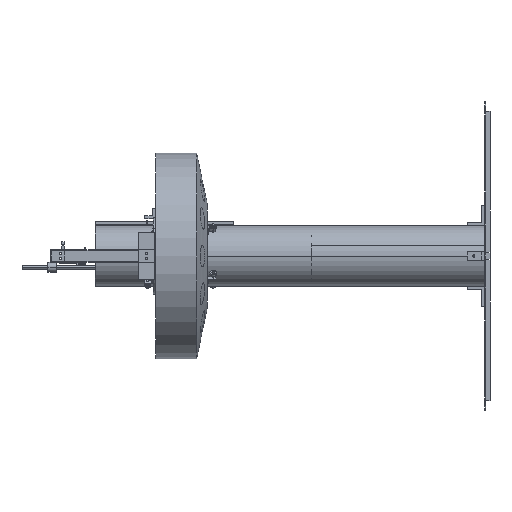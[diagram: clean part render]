
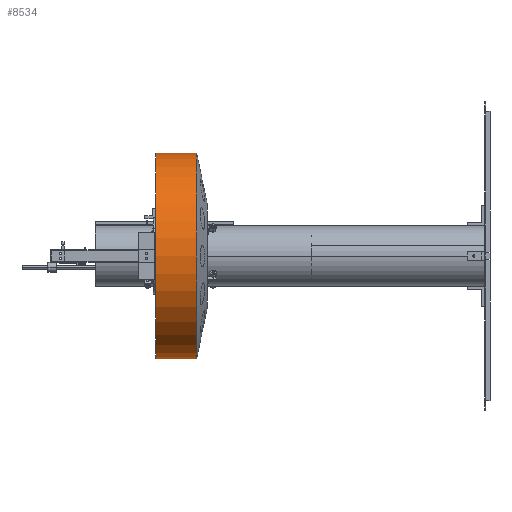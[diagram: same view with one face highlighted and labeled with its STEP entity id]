
A CAD part, left-side view. The second image highlights one B-rep face of the part: STEP entity #8534.
In plain terms, the highlighted cylindrical face has radius 303.03 mm (diameter 606.059 mm), a partial arc.
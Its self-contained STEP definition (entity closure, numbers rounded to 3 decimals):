
#101 = CARTESIAN_POINT ( 'NONE',  ( 0., 2678.338, -303.03 ) ) ;
#373 = ORIENTED_EDGE ( 'NONE', *, *, #26600, .T. ) ;
#534 = DIRECTION ( 'NONE',  ( 0., 0., 1. ) ) ;
#1777 = DIRECTION ( 'NONE',  ( 0., 0., 1. ) ) ;
#1789 = VERTEX_POINT ( 'NONE', #5179 ) ;
#3633 = CARTESIAN_POINT ( 'NONE',  ( 0., 2557.129, -303.03 ) ) ;
#4204 = DIRECTION ( 'NONE',  ( 0., 1., 0. ) ) ;
#4294 = DIRECTION ( 'NONE',  ( 0., 0., 1. ) ) ;
#4319 = ORIENTED_EDGE ( 'NONE', *, *, #10718, .F. ) ;
#4440 = LINE ( 'NONE', #5409, #8386 ) ;
#4785 = DIRECTION ( 'NONE',  ( 0., 1., 0. ) ) ;
#5179 = CARTESIAN_POINT ( 'NONE',  ( 0., 2678.338, 303.03 ) ) ;
#5409 = CARTESIAN_POINT ( 'NONE',  ( 0., 2520.788, -303.03 ) ) ;
#7246 = DIRECTION ( 'NONE',  ( 0., 1., 0. ) ) ;
#7601 = AXIS2_PLACEMENT_3D ( 'NONE', #20399, #24630, #1777 ) ;
#8386 = VECTOR ( 'NONE', #7246, 1000. ) ;
#8534 = ADVANCED_FACE ( 'NONE', ( #10446 ), #16786, .T. ) ;
#9934 = DIRECTION ( 'NONE',  ( 0., 1., 0. ) ) ;
#10300 = CIRCLE ( 'NONE', #7601, 303.03 ) ;
#10446 = FACE_OUTER_BOUND ( 'NONE', #25443, .T. ) ;
#10701 = LINE ( 'NONE', #20349, #12370 ) ;
#10718 = EDGE_CURVE ( 'NONE', #23270, #1789, #10701, .T. ) ;
#11197 = EDGE_CURVE ( 'NONE', #12129, #12384, #4440, .T. ) ;
#11541 = ORIENTED_EDGE ( 'NONE', *, *, #11197, .T. ) ;
#12129 = VERTEX_POINT ( 'NONE', #3633 ) ;
#12370 = VECTOR ( 'NONE', #9934, 1000. ) ;
#12384 = VERTEX_POINT ( 'NONE', #101 ) ;
#12883 = AXIS2_PLACEMENT_3D ( 'NONE', #21320, #4204, #4294 ) ;
#14263 = EDGE_CURVE ( 'NONE', #1789, #12384, #10300, .T. ) ;
#16361 = CIRCLE ( 'NONE', #12883, 303.03 ) ;
#16786 = CYLINDRICAL_SURFACE ( 'NONE', #19786, 303.03 ) ;
#17096 = CARTESIAN_POINT ( 'NONE',  ( 0., 2557.129, 303.03 ) ) ;
#17471 = CARTESIAN_POINT ( 'NONE',  ( 0., 2520.788, 0. ) ) ;
#19786 = AXIS2_PLACEMENT_3D ( 'NONE', #17471, #4785, #534 ) ;
#20349 = CARTESIAN_POINT ( 'NONE',  ( 0., 2520.788, 303.03 ) ) ;
#20399 = CARTESIAN_POINT ( 'NONE',  ( 0., 2678.338, 0. ) ) ;
#21320 = CARTESIAN_POINT ( 'NONE',  ( 0., 2557.129, 0. ) ) ;
#23270 = VERTEX_POINT ( 'NONE', #17096 ) ;
#24630 = DIRECTION ( 'NONE',  ( 0., 1., 0. ) ) ;
#25443 = EDGE_LOOP ( 'NONE', ( #373, #11541, #25493, #4319 ) ) ;
#25493 = ORIENTED_EDGE ( 'NONE', *, *, #14263, .F. ) ;
#26600 = EDGE_CURVE ( 'NONE', #23270, #12129, #16361, .T. ) ;
